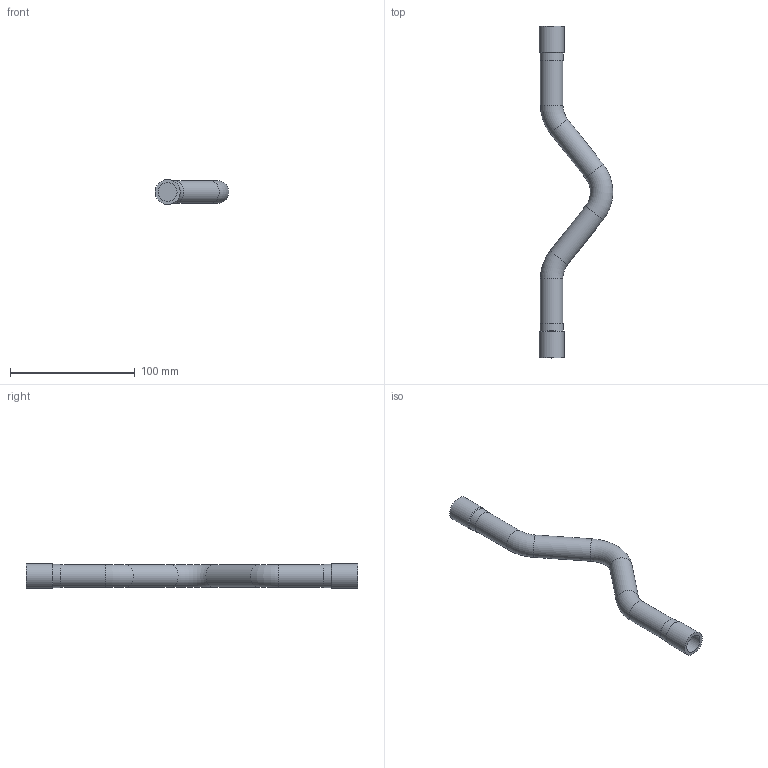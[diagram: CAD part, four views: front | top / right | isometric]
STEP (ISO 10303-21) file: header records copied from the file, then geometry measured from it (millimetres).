
FILE_DESCRIPTION( ( 'Unknown' ), '1' );
FILE_NAME( 'F25DN15.stp', 'Unknown', ( 'Unknown' ), ( 'Unknown' ), 'PSStep 14.0', 'Unknown', ' ' );
FILE_SCHEMA( ( 'AUTOMOTIVE_DESIGN { 1 0 10303 214 1 1 1 1 }' ) );
Length unit declared in the file: millimetre
Products named in the file (1): 1
Bounding box: 58.99 x 265.95 x 20 mm (x, y, z)
Volume: 28175.7 mm3; surface area: 30742.9 mm2
Topology: 1 solids, 2 shells, 30 faces, 62 edges, 40 vertices
Faces by surface type: cylinder 14, plane 8, torus 6, cone 2
Full cylindrical faces by diameter (mm): 15 x6, 18 x4, 18.5 x2, 20 x2
Entity records: 838 total; most frequent: DIRECTION 118, CARTESIAN_POINT 87, AXIS2_PLACEMENT_3D 59, EDGE_LOOP 56, ORIENTED_EDGE 56, FACE_OUTER_BOUND 50, STYLED_ITEM 30, PRESENTATION_STYLE_ASSIGNMENT 30
